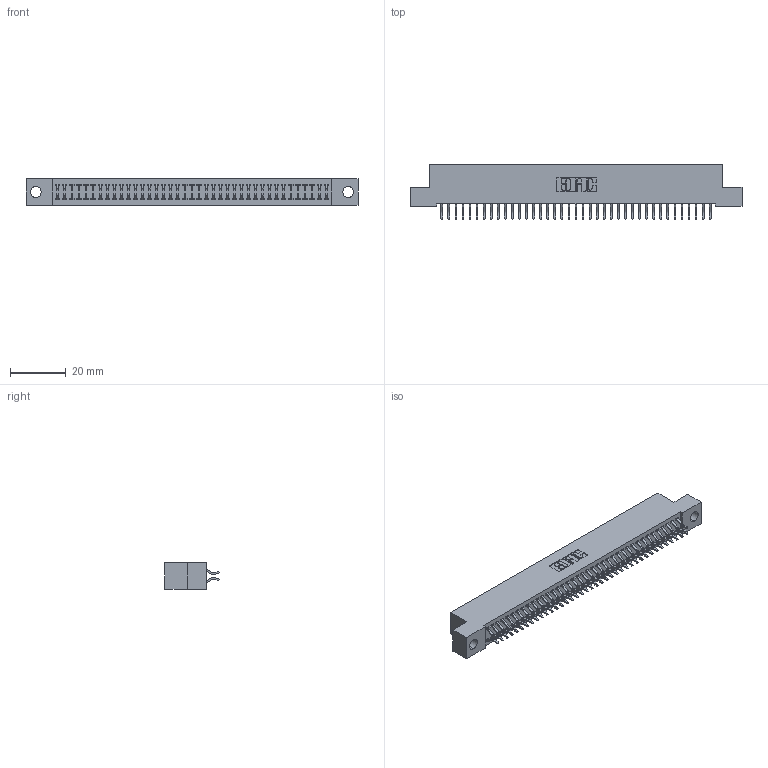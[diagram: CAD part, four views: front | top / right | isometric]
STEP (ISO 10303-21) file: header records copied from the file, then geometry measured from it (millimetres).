
FILE_DESCRIPTION (( 'STEP AP203' ), '1' );
FILE_NAME ('342-078-556-204.STEP', '2018-08-13T13:59:17', ( '' ), ( '' ), 'SwSTEP 2.0', 'SolidWorks 2016', '' );
FILE_SCHEMA (( 'CONFIG_CONTROL_DESIGN' ));
Length unit declared in the file: inch
Products named in the file (3): 342 Part_.156 TH; 345-292-001_556 Tail; 342-078-556-204
Assembly tree (79 placements, depth 2):
  342-078-556-204
    342 Part_.156 TH
    345-292-001_556 Tail  x78
Bounding box: 119.38 x 19.58 x 9.4 mm (x, y, z)
Volume: 10623.1 mm3; surface area: 16966.3 mm2
Topology: 79 solids, 79 shells, 4634 faces, 13793 edges, 9090 vertices
Faces by surface type: plane 3186, cylinder 1448
Entity records: 25569 total; most frequent: CARTESIAN_POINT 4254, ORIENTED_EDGE 4178, DIRECTION 3629, EDGE_CURVE 2089, LINE 1953, VECTOR 1953, VERTEX_POINT 1390, AXIS2_PLACEMENT_3D 838
